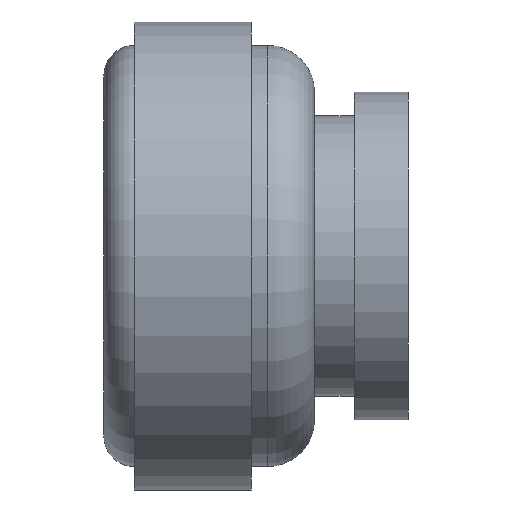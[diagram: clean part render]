
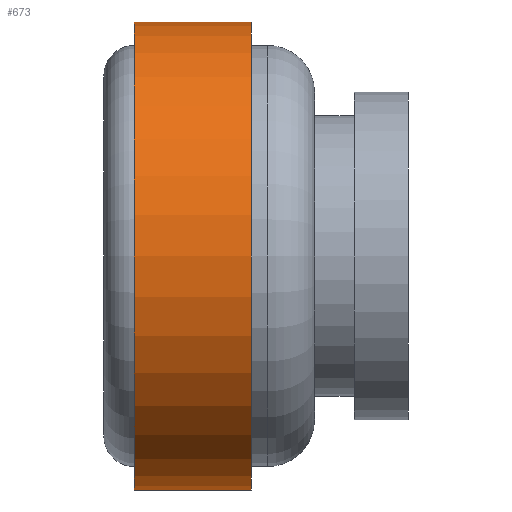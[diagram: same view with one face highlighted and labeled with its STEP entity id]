
A CAD part, left-side view. The second image highlights one B-rep face of the part: STEP entity #673.
In plain terms, the highlighted cylindrical face has radius 10 mm (diameter 20 mm), a partial arc.
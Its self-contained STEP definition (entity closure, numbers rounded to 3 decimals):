
#18 = EDGE_CURVE ( 'NONE', #545, #196, #164, .T. ) ;
#47 = ORIENTED_EDGE ( 'NONE', *, *, #218, .F. ) ;
#57 = DIRECTION ( 'NONE',  ( 0., -1., 0. ) ) ;
#74 = CIRCLE ( 'NONE', #677, 10. ) ;
#75 = AXIS2_PLACEMENT_3D ( 'NONE', #782, #57, #731 ) ;
#96 = CARTESIAN_POINT ( 'NONE',  ( 0., 7.7, 10. ) ) ;
#130 = DIRECTION ( 'NONE',  ( 0., -1., 0. ) ) ;
#133 = EDGE_CURVE ( 'NONE', #384, #545, #386, .T. ) ;
#140 = AXIS2_PLACEMENT_3D ( 'NONE', #318, #600, #427 ) ;
#164 = LINE ( 'NONE', #354, #189 ) ;
#189 = VECTOR ( 'NONE', #231, 1000. ) ;
#196 = VERTEX_POINT ( 'NONE', #273 ) ;
#204 = VERTEX_POINT ( 'NONE', #504 ) ;
#209 = CARTESIAN_POINT ( 'NONE',  ( 0., 2.7, 0. ) ) ;
#218 = EDGE_CURVE ( 'NONE', #204, #196, #74, .T. ) ;
#226 = ORIENTED_EDGE ( 'NONE', *, *, #18, .T. ) ;
#231 = DIRECTION ( 'NONE',  ( 0., -1., 0. ) ) ;
#273 = CARTESIAN_POINT ( 'NONE',  ( 0., 2.7, -10. ) ) ;
#310 = DIRECTION ( 'NONE',  ( 0., -1., 0. ) ) ;
#318 = CARTESIAN_POINT ( 'NONE',  ( 0., -10.44, 0. ) ) ;
#354 = CARTESIAN_POINT ( 'NONE',  ( 0., -10.44, -10. ) ) ;
#384 = VERTEX_POINT ( 'NONE', #96 ) ;
#386 = CIRCLE ( 'NONE', #75, 10. ) ;
#427 = DIRECTION ( 'NONE',  ( 0., 0., -1. ) ) ;
#448 = ORIENTED_EDGE ( 'NONE', *, *, #727, .F. ) ;
#477 = FACE_OUTER_BOUND ( 'NONE', #552, .T. ) ;
#489 = LINE ( 'NONE', #676, #656 ) ;
#504 = CARTESIAN_POINT ( 'NONE',  ( 0., 2.7, 10. ) ) ;
#515 = CARTESIAN_POINT ( 'NONE',  ( 0., 7.7, -10. ) ) ;
#545 = VERTEX_POINT ( 'NONE', #515 ) ;
#552 = EDGE_LOOP ( 'NONE', ( #448, #687, #226, #47 ) ) ;
#600 = DIRECTION ( 'NONE',  ( 0., -1., 0. ) ) ;
#656 = VECTOR ( 'NONE', #310, 1000. ) ;
#662 = CYLINDRICAL_SURFACE ( 'NONE', #140, 10. ) ;
#673 = ADVANCED_FACE ( 'NONE', ( #477 ), #662, .T. ) ;
#676 = CARTESIAN_POINT ( 'NONE',  ( 0., -10.44, 10. ) ) ;
#677 = AXIS2_PLACEMENT_3D ( 'NONE', #209, #130, #680 ) ;
#680 = DIRECTION ( 'NONE',  ( 0., 0., -1. ) ) ;
#687 = ORIENTED_EDGE ( 'NONE', *, *, #133, .T. ) ;
#727 = EDGE_CURVE ( 'NONE', #384, #204, #489, .T. ) ;
#731 = DIRECTION ( 'NONE',  ( 0., 0., -1. ) ) ;
#782 = CARTESIAN_POINT ( 'NONE',  ( 0., 7.7, 0. ) ) ;
